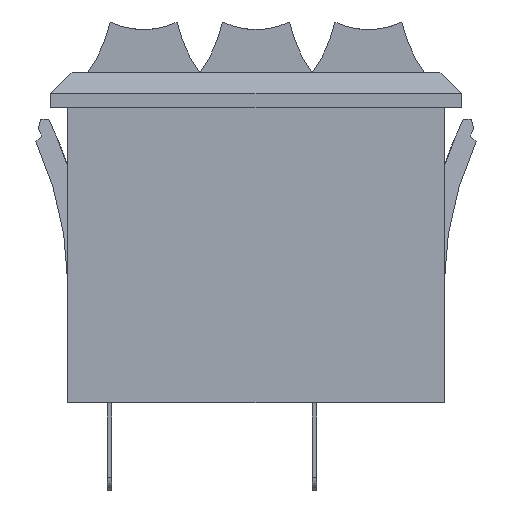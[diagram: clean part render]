
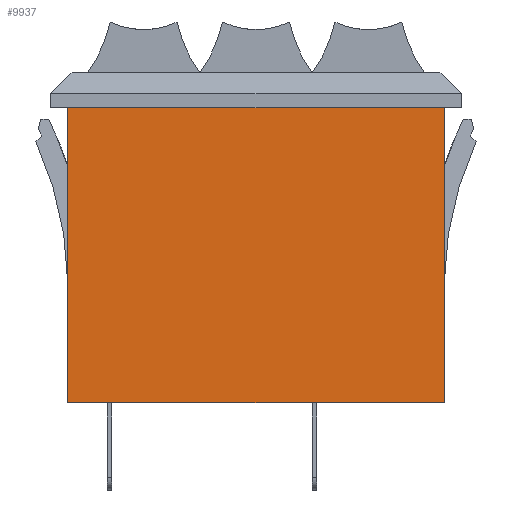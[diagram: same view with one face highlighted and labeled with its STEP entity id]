
A CAD part, front view. The second image highlights one B-rep face of the part: STEP entity #9937.
In plain terms, the highlighted free-form (B-spline) face has degree [1, 1] with [2, 2] control points.
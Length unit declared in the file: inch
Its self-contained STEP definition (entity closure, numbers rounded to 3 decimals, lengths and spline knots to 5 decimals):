
#1791=DIRECTION('',(1.,0.,0.));
#1792=VECTOR('',#1791,1.34);
#1793=CARTESIAN_POINT('',(-0.67,-0.405,-0.125));
#1794=LINE('',#1793,#1792);
#2175=DIRECTION('',(0.,0.,1.));
#2176=VECTOR('',#2175,1.05);
#2177=CARTESIAN_POINT('',(-0.67,-0.405,-1.175));
#2178=LINE('',#2177,#2176);
#2182=DIRECTION('',(1.,0.,0.));
#2183=VECTOR('',#2182,1.34);
#2184=CARTESIAN_POINT('',(-0.67,-0.405,-1.175));
#2185=LINE('',#2184,#2183);
#2331=DIRECTION('',(0.,0.,1.));
#2332=VECTOR('',#2331,1.05);
#2333=CARTESIAN_POINT('',(0.67,-0.405,-1.175));
#2334=LINE('',#2333,#2332);
#6018=CARTESIAN_POINT('',(-0.67,-0.405,-0.125));
#6019=CARTESIAN_POINT('',(0.67,-0.405,-0.125));
#6020=VERTEX_POINT('',#6018);
#6021=VERTEX_POINT('',#6019);
#6026=CARTESIAN_POINT('',(-0.67,-0.405,-1.175));
#6027=CARTESIAN_POINT('',(0.67,-0.405,-1.175));
#6028=VERTEX_POINT('',#6026);
#6029=VERTEX_POINT('',#6027);
#9924=CARTESIAN_POINT('',(-0.6968,-0.405,-0.104));
#9925=CARTESIAN_POINT('',(-0.6968,-0.405,-1.196));
#9926=CARTESIAN_POINT('',(0.6968,-0.405,-0.104));
#9927=CARTESIAN_POINT('',(0.6968,-0.405,-1.196));
#9928=B_SPLINE_SURFACE_WITH_KNOTS('',1,1,((#9924,#9925),(#9926,#9927)),
.UNSPECIFIED.,.F.,.F.,.F.,(2,2),(2,2),(-0.0268,1.3668),(-1.071,0.021),
.UNSPECIFIED.);
#9930=ORIENTED_EDGE('',*,*,#9929,.F.);
#9931=ORIENTED_EDGE('',*,*,#9906,.T.);
#9932=ORIENTED_EDGE('',*,*,#9429,.T.);
#9934=ORIENTED_EDGE('',*,*,#9933,.F.);
#9935=EDGE_LOOP('',(#9930,#9931,#9932,#9934));
#9936=FACE_OUTER_BOUND('',#9935,.F.);
#9937=ADVANCED_FACE('',(#9936),#9928,.F.);
#9429=EDGE_CURVE('',#6020,#6021,#1794,.T.);
#9906=EDGE_CURVE('',#6028,#6020,#2178,.T.);
#9929=EDGE_CURVE('',#6028,#6029,#2185,.T.);
#9933=EDGE_CURVE('',#6029,#6021,#2334,.T.);
